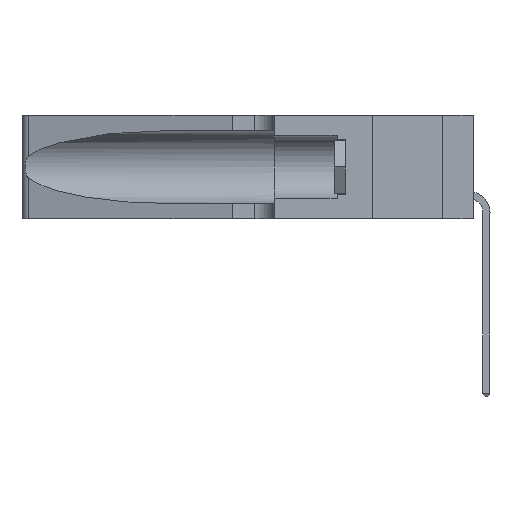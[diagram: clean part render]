
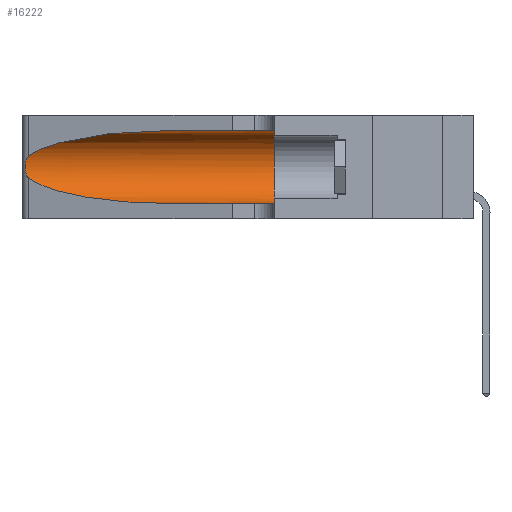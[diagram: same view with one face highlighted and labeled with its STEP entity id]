
A CAD part, left-side view. The second image highlights one B-rep face of the part: STEP entity #16222.
In plain terms, the highlighted cylindrical face has radius 3.308 mm (diameter 6.617 mm), a partial arc.
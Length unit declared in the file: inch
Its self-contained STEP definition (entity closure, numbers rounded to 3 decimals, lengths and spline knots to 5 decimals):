
#576 = DIRECTION ( 'NONE',  ( 0., 1., 0. ) ) ;
#2116 = FACE_OUTER_BOUND ( 'NONE', #4194, .T. ) ;
#2286 = VERTEX_POINT ( 'NONE', #35160 ) ;
#3478 = CYLINDRICAL_SURFACE ( 'NONE', #27464, 0.13025 ) ;
#3581 = CARTESIAN_POINT ( 'NONE',  ( 0.25787, 1.23484, 0.2124 ) ) ;
#3632 = CARTESIAN_POINT ( 'NONE',  ( 0.1305, 0.35, 0.185 ) ) ;
#3893 = CARTESIAN_POINT ( 'NONE',  ( 0.2373, 1.15595, 0.28018 ) ) ;
#4194 = EDGE_LOOP ( 'NONE', ( #9602, #9322, #25763, #37310, #14980, #33009 ) ) ;
#4642 = CARTESIAN_POINT ( 'NONE',  ( 0.1305, 0.72297, 0.05475 ) ) ;
#4856 = CARTESIAN_POINT ( 'NONE',  ( 0.26075, 1.23896, 0.19203 ) ) ;
#6285 = VERTEX_POINT ( 'NONE', #7610 ) ;
#6420 = EDGE_CURVE ( 'NONE', #6285, #8174, #22481, .T. ) ;
#6983 = VECTOR ( 'NONE', #36073, 39.37008 ) ;
#7459 = CARTESIAN_POINT ( 'NONE',  ( 0.25555, 1.22994, 0.2215 ) ) ;
#7610 = CARTESIAN_POINT ( 'NONE',  ( 0.1305, 0.72297, 0.31525 ) ) ;
#8174 = VERTEX_POINT ( 'NONE', #17142 ) ;
#9322 = ORIENTED_EDGE ( 'NONE', *, *, #10516, .T. ) ;
#9602 = ORIENTED_EDGE ( 'NONE', *, *, #6420, .T. ) ;
#9713 = CARTESIAN_POINT ( 'NONE',  ( 0.25487, 1.22718, 0.14631 ) ) ;
#10243 = CARTESIAN_POINT ( 'NONE',  ( 0.1305, 0.72297, 0.31525 ) ) ;
#10516 = EDGE_CURVE ( 'NONE', #8174, #2286, #22984, .T. ) ;
#10783 = LINE ( 'NONE', #34209, #12584 ) ;
#11830 = CARTESIAN_POINT ( 'NONE',  ( 0.25639, 1.23184, 0.21858 ) ) ;
#12105 = CARTESIAN_POINT ( 'NONE',  ( 0.25487, 1.22718, 0.14631 ) ) ;
#12584 = VECTOR ( 'NONE', #37273, 39.37008 ) ;
#13137 =( BOUNDED_CURVE ( )  B_SPLINE_CURVE ( 3, ( #9713, #27854, #25013, #30606 ),
 .UNSPECIFIED., .F., .F. ) 
 B_SPLINE_CURVE_WITH_KNOTS ( ( 4, 4 ),
 ( 3.44316, 4.71239 ),
 .UNSPECIFIED. ) 
 CURVE ( )  GEOMETRIC_REPRESENTATION_ITEM ( )  RATIONAL_B_SPLINE_CURVE ( ( 1., 0.87, 0.87, 1. ) ) 
 REPRESENTATION_ITEM ( '' )  );
#13330 = CIRCLE ( 'NONE', #14100, 0.13025 ) ;
#14100 = AXIS2_PLACEMENT_3D ( 'NONE', #3632, #576, #33369 ) ;
#14880 = CARTESIAN_POINT ( 'NONE',  ( 0.26075, 1.23896, 0.178 ) ) ;
#14934 = EDGE_CURVE ( 'NONE', #6285, #24077, #25237, .T. ) ;
#14980 = ORIENTED_EDGE ( 'NONE', *, *, #17231, .F. ) ;
#15201 = VERTEX_POINT ( 'NONE', #4642 ) ;
#15898 = CARTESIAN_POINT ( 'NONE',  ( 0.1305, 0.35, 0.05475 ) ) ;
#16222 = ADVANCED_FACE ( 'NONE', ( #2116 ), #3478, .F. ) ;
#17124 = CARTESIAN_POINT ( 'NONE',  ( 0.1305, 0.35, 0.31525 ) ) ;
#17142 = CARTESIAN_POINT ( 'NONE',  ( 0.25487, 1.22718, 0.22369 ) ) ;
#17231 = EDGE_CURVE ( 'NONE', #24077, #34255, #13330, .T. ) ;
#19955 = DIRECTION ( 'NONE',  ( 0., -1., 0. ) ) ;
#20671 = EDGE_CURVE ( 'NONE', #15201, #34255, #10783, .T. ) ;
#20748 = DIRECTION ( 'NONE',  ( 0., 0., -1. ) ) ;
#21935 = CARTESIAN_POINT ( 'NONE',  ( 0.25854, 1.2359, 0.20912 ) ) ;
#22481 =( BOUNDED_CURVE ( )  B_SPLINE_CURVE ( 3, ( #10243, #27561, #3893, #24862 ),
 .UNSPECIFIED., .F., .F. ) 
 B_SPLINE_CURVE_WITH_KNOTS ( ( 4, 4 ),
 ( 1.5708, 2.84003 ),
 .UNSPECIFIED. ) 
 CURVE ( )  GEOMETRIC_REPRESENTATION_ITEM ( )  RATIONAL_B_SPLINE_CURVE ( ( 1., 0.87, 0.87, 1. ) ) 
 REPRESENTATION_ITEM ( '' )  );
#22984 = B_SPLINE_CURVE_WITH_KNOTS ( 'NONE', 3,
 ( #38068, #7459, #11830, #3581, #21935, #24749, #4856, #14880, #23979, #23616, #38864, #23873, #26853, #12105 ),
 .UNSPECIFIED., .F., .F.,
 ( 4, 2, 2, 2, 2, 2, 4 ),
 ( 0., 0.00027, 0.00053, 0.00107, 0.0016, 0.00187, 0.00214 ),
 .UNSPECIFIED. ) ;
#23616 = CARTESIAN_POINT ( 'NONE',  ( 0.25856, 1.23593, 0.16098 ) ) ;
#23873 = CARTESIAN_POINT ( 'NONE',  ( 0.25639, 1.23186, 0.15144 ) ) ;
#23979 = CARTESIAN_POINT ( 'NONE',  ( 0.26017, 1.23833, 0.17102 ) ) ;
#24077 = VERTEX_POINT ( 'NONE', #17124 ) ;
#24749 = CARTESIAN_POINT ( 'NONE',  ( 0.26018, 1.23835, 0.19895 ) ) ;
#24862 = CARTESIAN_POINT ( 'NONE',  ( 0.25487, 1.22718, 0.22369 ) ) ;
#25013 = CARTESIAN_POINT ( 'NONE',  ( 0.18966, 0.96281, 0.05475 ) ) ;
#25237 = LINE ( 'NONE', #33011, #6983 ) ;
#25763 = ORIENTED_EDGE ( 'NONE', *, *, #37356, .T. ) ;
#26853 = CARTESIAN_POINT ( 'NONE',  ( 0.25555, 1.22993, 0.14849 ) ) ;
#27464 = AXIS2_PLACEMENT_3D ( 'NONE', #32248, #19955, #20748 ) ;
#27561 = CARTESIAN_POINT ( 'NONE',  ( 0.18966, 0.96281, 0.31525 ) ) ;
#27854 = CARTESIAN_POINT ( 'NONE',  ( 0.2373, 1.15595, 0.08982 ) ) ;
#30606 = CARTESIAN_POINT ( 'NONE',  ( 0.1305, 0.72297, 0.05475 ) ) ;
#32248 = CARTESIAN_POINT ( 'NONE',  ( 0.1305, 1.61858, 0.185 ) ) ;
#33009 = ORIENTED_EDGE ( 'NONE', *, *, #14934, .F. ) ;
#33011 = CARTESIAN_POINT ( 'NONE',  ( 0.1305, 1.61858, 0.31525 ) ) ;
#33369 = DIRECTION ( 'NONE',  ( 0., 0., 1. ) ) ;
#34209 = CARTESIAN_POINT ( 'NONE',  ( 0.1305, 1.61858, 0.05475 ) ) ;
#34255 = VERTEX_POINT ( 'NONE', #15898 ) ;
#35160 = CARTESIAN_POINT ( 'NONE',  ( 0.25487, 1.22718, 0.14631 ) ) ;
#36073 = DIRECTION ( 'NONE',  ( 0., -1., 0. ) ) ;
#37273 = DIRECTION ( 'NONE',  ( 0., -1., 0. ) ) ;
#37310 = ORIENTED_EDGE ( 'NONE', *, *, #20671, .T. ) ;
#37356 = EDGE_CURVE ( 'NONE', #2286, #15201, #13137, .T. ) ;
#38068 = CARTESIAN_POINT ( 'NONE',  ( 0.25487, 1.22718, 0.22369 ) ) ;
#38864 = CARTESIAN_POINT ( 'NONE',  ( 0.25789, 1.23486, 0.15765 ) ) ;
